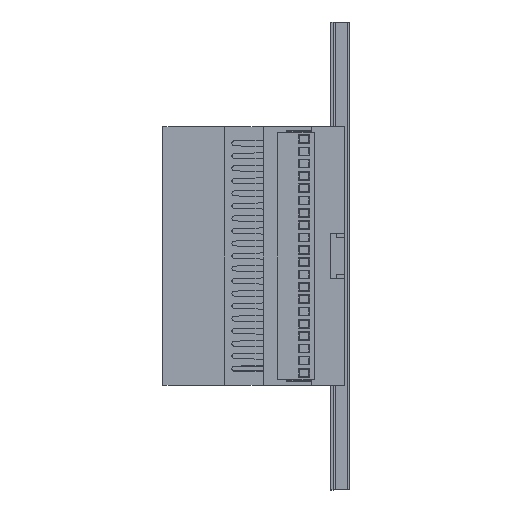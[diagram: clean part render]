
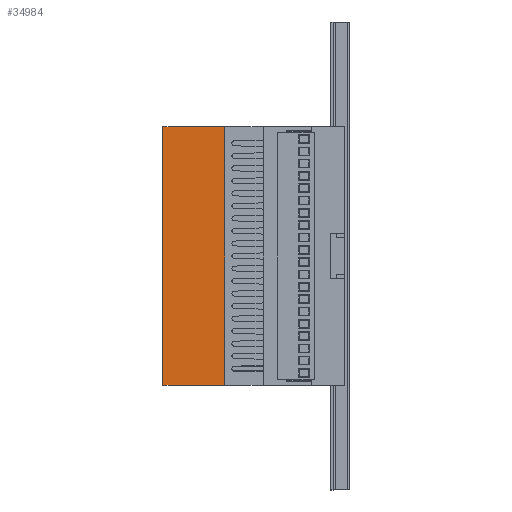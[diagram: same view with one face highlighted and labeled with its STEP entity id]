
A CAD part, left-side view. The second image highlights one B-rep face of the part: STEP entity #34984.
In plain terms, the highlighted face is planar.
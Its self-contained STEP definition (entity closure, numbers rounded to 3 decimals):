
#994 = LINE ( 'NONE', #13178, #6258 ) ;
#1105 = DIRECTION ( 'NONE',  ( 0., -1., 0. ) ) ;
#2586 = VECTOR ( 'NONE', #52776, 1000. ) ;
#3413 = CARTESIAN_POINT ( 'NONE',  ( 22.5, 35.3, 52.5 ) ) ;
#3590 = EDGE_CURVE ( 'NONE', #10885, #27796, #994, .T. ) ;
#4806 = ORIENTED_EDGE ( 'NONE', *, *, #9542, .F. ) ;
#6258 = VECTOR ( 'NONE', #7800, 1000. ) ;
#7453 = CARTESIAN_POINT ( 'NONE',  ( 22.5, 60.3, 52.5 ) ) ;
#7800 = DIRECTION ( 'NONE',  ( 0., -1., 0. ) ) ;
#9049 = EDGE_LOOP ( 'NONE', ( #72162, #13132, #4806, #18829 ) ) ;
#9542 = EDGE_CURVE ( 'NONE', #55739, #10885, #52101, .T. ) ;
#9955 = EDGE_CURVE ( 'NONE', #55739, #26577, #36926, .T. ) ;
#10885 = VERTEX_POINT ( 'NONE', #46982 ) ;
#13132 = ORIENTED_EDGE ( 'NONE', *, *, #3590, .F. ) ;
#13178 = CARTESIAN_POINT ( 'NONE',  ( 22.5, 60.3, -52.5 ) ) ;
#13964 = CARTESIAN_POINT ( 'NONE',  ( 22.5, 60.3, -52.5 ) ) ;
#18829 = ORIENTED_EDGE ( 'NONE', *, *, #9955, .T. ) ;
#19246 = VECTOR ( 'NONE', #1105, 1000. ) ;
#26577 = VERTEX_POINT ( 'NONE', #3413 ) ;
#27751 = AXIS2_PLACEMENT_3D ( 'NONE', #53171, #70212, #64526 ) ;
#27796 = VERTEX_POINT ( 'NONE', #48146 ) ;
#34917 = CARTESIAN_POINT ( 'NONE',  ( 22.5, 60.3, 52.5 ) ) ;
#34984 = ADVANCED_FACE ( 'NONE', ( #59167 ), #36132, .F. ) ;
#36132 = PLANE ( 'NONE',  #27751 ) ;
#36926 = LINE ( 'NONE', #34917, #19246 ) ;
#38108 = VECTOR ( 'NONE', #66220, 1000. ) ;
#43242 = CARTESIAN_POINT ( 'NONE',  ( 22.5, 35.3, -52.5 ) ) ;
#46982 = CARTESIAN_POINT ( 'NONE',  ( 22.5, 60.3, -52.5 ) ) ;
#48146 = CARTESIAN_POINT ( 'NONE',  ( 22.5, 35.3, -52.5 ) ) ;
#52101 = LINE ( 'NONE', #13964, #2586 ) ;
#52244 = LINE ( 'NONE', #43242, #38108 ) ;
#52776 = DIRECTION ( 'NONE',  ( 0., 0., -1. ) ) ;
#53171 = CARTESIAN_POINT ( 'NONE',  ( 22.5, 60.3, -52.5 ) ) ;
#54047 = EDGE_CURVE ( 'NONE', #26577, #27796, #52244, .T. ) ;
#55739 = VERTEX_POINT ( 'NONE', #7453 ) ;
#59167 = FACE_OUTER_BOUND ( 'NONE', #9049, .T. ) ;
#64526 = DIRECTION ( 'NONE',  ( 0., 0., 1. ) ) ;
#66220 = DIRECTION ( 'NONE',  ( 0., 0., -1. ) ) ;
#70212 = DIRECTION ( 'NONE',  ( -1., 0., 0. ) ) ;
#72162 = ORIENTED_EDGE ( 'NONE', *, *, #54047, .T. ) ;
